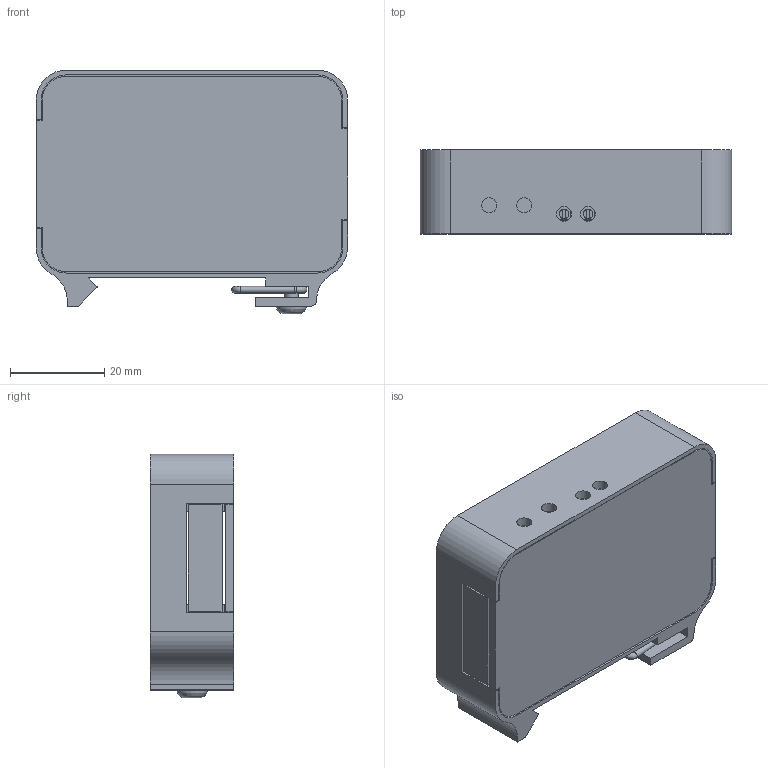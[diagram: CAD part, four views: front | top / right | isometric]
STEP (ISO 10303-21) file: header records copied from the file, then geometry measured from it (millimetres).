
FILE_DESCRIPTION(/* description */ (''),/* implementation_level */ '2;1');
FILE_NAME(/* name */ 'IAA300.stp',/* time_stamp */ '2016-01-19T13:18:32-08:00',/* author */ ('steve'),/* organization */ (''),/* preprocessor_version */ 'ST-DEVELOPER v15.6',/* originating_system */ 'Autodesk Inventor 2015',/* authorisation */ '');
FILE_SCHEMA (('AUTOMOTIVE_DESIGN { 1 0 10303 214 3 1 1 }'));
Length unit declared in the file: inch
Products named in the file (9): FM4136-B - Copy; FM4137-A; Shunt button; Potentiometer; 5 Pin Connector Receptacle; 6 Pin Connector Receptacle; FM3947-A; Black Nylon Rivet; Assembly-A - Copy
Bounding box: 66.06 x 17.78 x 51.71 mm (x, y, z)
Volume: 19160.4 mm3; surface area: 21369.5 mm2
Topology: 9 solids, 9 shells, 150 faces, 363 edges, 241 vertices
Faces by surface type: plane 103, cylinder 43, torus 3, bspline 1
Full cylindrical faces by diameter (mm): 0.406 x6, 1.397 x4, 2.032 x2, 3.048 x1, 3.175 x4, 3.429 x2, 3.5 x1
Entity records: 4171 total; most frequent: CARTESIAN_POINT 699, DIRECTION 688, ORIENTED_EDGE 612, EDGE_CURVE 306, AXIS2_PLACEMENT_3D 234, LINE 220, VECTOR 220, VERTEX_POINT 215
